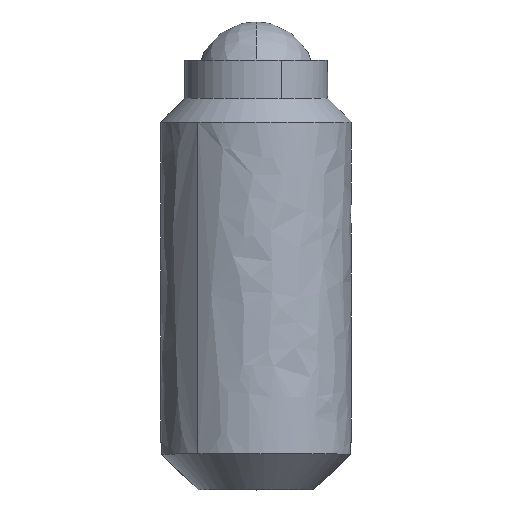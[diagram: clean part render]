
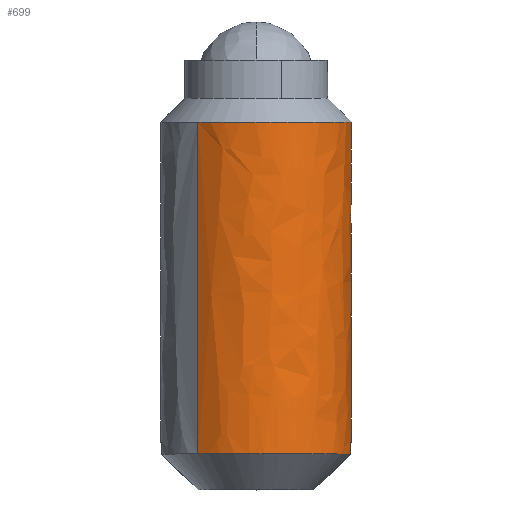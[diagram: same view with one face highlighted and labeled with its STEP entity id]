
A CAD part, top view. The second image highlights one B-rep face of the part: STEP entity #699.
In plain terms, the highlighted free-form (B-spline) face has degree [2, 1] with [7, 2] control points.
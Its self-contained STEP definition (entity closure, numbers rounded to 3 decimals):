
#471=CARTESIAN_POINT('',(-1.218,-2.1,1.587));
#472=VERTEX_POINT('',#471);
#486=CARTESIAN_POINT('',(0.0,-2.1,2.));
#487=VERTEX_POINT('',#486);
#488=CARTESIAN_POINT('',(0.0,-2.1,2.));
#489=CARTESIAN_POINT('',(-0.679,-2.1,2.));
#490=CARTESIAN_POINT('',(-1.218,-2.1,1.587));
#498=(BOUNDED_CURVE()B_SPLINE_CURVE(2,(#488,#489,#490),.UNSPECIFIED.,.F.,.U.)B_SPLINE_CURVE_WITH_KNOTS((3,3),(0.5,0.605),.UNSPECIFIED.)CURVE()GEOMETRIC_REPRESENTATION_ITEM()RATIONAL_B_SPLINE_CURVE((1.0,0.877,0.857))REPRESENTATION_ITEM(''));
#499=EDGE_CURVE('',#487,#472,#498,.T.);
#501=CARTESIAN_POINT('',(1.986,-2.1,-0.236));
#502=VERTEX_POINT('',#501);
#503=CARTESIAN_POINT('',(1.986,-2.1,-0.236));
#504=CARTESIAN_POINT('',(2.,-2.1,-0.118));
#505=CARTESIAN_POINT('',(2.0,-2.1,0.));
#506=CARTESIAN_POINT('',(2.,-2.1,2.));
#507=CARTESIAN_POINT('',(0.0,-2.1,2.));
#515=(BOUNDED_CURVE()B_SPLINE_CURVE(2,(#503,#504,#505,#506,#507),.UNSPECIFIED.,.F.,.U.)B_SPLINE_CURVE_WITH_KNOTS((3,2,3),(0.23,0.25,0.5),.UNSPECIFIED.)CURVE()GEOMETRIC_REPRESENTATION_ITEM()RATIONAL_B_SPLINE_CURVE((0.956,0.976,1.0,0.707,1.0))REPRESENTATION_ITEM(''));
#516=EDGE_CURVE('',#502,#487,#515,.T.);
#546=CARTESIAN_POINT('',(0.0,-2.1,-2.));
#547=VERTEX_POINT('',#546);
#548=CARTESIAN_POINT('',(0.0,-2.1,-2.));
#549=CARTESIAN_POINT('',(1.776,-2.1,-2.));
#550=CARTESIAN_POINT('',(1.986,-2.1,-0.236));
#558=(BOUNDED_CURVE()B_SPLINE_CURVE(2,(#548,#549,#550),.UNSPECIFIED.,.F.,.U.)B_SPLINE_CURVE_WITH_KNOTS((3,3),(0.0,0.23),.UNSPECIFIED.)CURVE()GEOMETRIC_REPRESENTATION_ITEM()RATIONAL_B_SPLINE_CURVE((1.0,0.731,0.956))REPRESENTATION_ITEM(''));
#559=EDGE_CURVE('',#547,#502,#558,.T.);
#561=CARTESIAN_POINT('',(-1.514,-2.1,-1.306));
#562=VERTEX_POINT('',#561);
#563=CARTESIAN_POINT('',(-1.514,-2.1,-1.306));
#564=CARTESIAN_POINT('',(-0.916,-2.1,-2.));
#565=CARTESIAN_POINT('',(0.0,-2.1,-2.));
#573=(BOUNDED_CURVE()B_SPLINE_CURVE(2,(#563,#564,#565),.UNSPECIFIED.,.F.,.U.)B_SPLINE_CURVE_WITH_KNOTS((3,3),(0.864,1.0),.UNSPECIFIED.)CURVE()GEOMETRIC_REPRESENTATION_ITEM()RATIONAL_B_SPLINE_CURVE((0.855,0.841,1.0))REPRESENTATION_ITEM(''));
#574=EDGE_CURVE('',#562,#547,#573,.T.);
#596=CARTESIAN_POINT('',(-1.514,-1.926,-1.306));
#597=CARTESIAN_POINT('',(-0.281,-1.926,-2.736));
#598=CARTESIAN_POINT('',(1.218,-1.926,-1.587));
#599=CARTESIAN_POINT('',(2.804,-1.926,-0.369));
#600=CARTESIAN_POINT('',(1.587,-1.926,1.218));
#601=CARTESIAN_POINT('',(0.369,-1.926,2.804));
#602=CARTESIAN_POINT('',(-1.218,-1.926,1.587));
#603=CARTESIAN_POINT('',(-1.514,-9.228,-1.306));
#604=CARTESIAN_POINT('',(-0.281,-9.228,-2.736));
#605=CARTESIAN_POINT('',(1.218,-9.228,-1.587));
#606=CARTESIAN_POINT('',(2.804,-9.228,-0.369));
#607=CARTESIAN_POINT('',(1.587,-9.228,1.218));
#608=CARTESIAN_POINT('',(0.369,-9.228,2.804));
#609=CARTESIAN_POINT('',(-1.218,-9.228,1.587));
#617=(BOUNDED_SURFACE()B_SPLINE_SURFACE(2,1,((#596,#603),(#597,#604),(#598,#605),(#599,#606),(#600,#607),(#601,#608),(#602,#609)),.UNSPECIFIED.,.F.,.F.,.U.)B_SPLINE_SURFACE_WITH_KNOTS((3,2,2,3),(2,2),(0.0,3.181,6.495,9.809),(0.0,7.302),.UNSPECIFIED.)GEOMETRIC_REPRESENTATION_ITEM()RATIONAL_B_SPLINE_SURFACE(((0.978,0.978),(0.719,0.719),(1.0,1.0),(0.707,0.707),(1.0,1.0),(0.707,0.707),(1.0,1.0)))REPRESENTATION_ITEM('')SURFACE());
#618=ORIENTED_EDGE('',*,*,#574,.T.);
#619=ORIENTED_EDGE('',*,*,#559,.T.);
#620=ORIENTED_EDGE('',*,*,#516,.T.);
#621=ORIENTED_EDGE('',*,*,#499,.T.);
#622=CARTESIAN_POINT('',(-1.218,-9.05,1.587));
#623=VERTEX_POINT('',#622);
#624=CARTESIAN_POINT('',(-1.218,-2.1,1.587));
#625=CARTESIAN_POINT('',(-1.218,-9.05,1.587));
#626=QUASI_UNIFORM_CURVE('',1,(#624,#625),.UNSPECIFIED.,.F.,.U.);
#627=EDGE_CURVE('',#472,#623,#626,.T.);
#628=ORIENTED_EDGE('',*,*,#627,.T.);
#629=CARTESIAN_POINT('',(1.977,-9.05,0.3));
#630=VERTEX_POINT('',#629);
#631=CARTESIAN_POINT('',(1.977,-9.05,0.3));
#632=CARTESIAN_POINT('',(1.719,-9.05,2.));
#633=CARTESIAN_POINT('',(0.,-9.05,2.));
#634=CARTESIAN_POINT('',(-0.679,-9.05,2.));
#635=CARTESIAN_POINT('',(-1.218,-9.05,1.587));
#643=(BOUNDED_CURVE()B_SPLINE_CURVE(2,(#631,#632,#633,#634,#635),.UNSPECIFIED.,.F.,.U.)B_SPLINE_CURVE_WITH_KNOTS((3,2,3),(0.0,0.5,0.731),.UNSPECIFIED.)CURVE()GEOMETRIC_REPRESENTATION_ITEM()RATIONAL_B_SPLINE_CURVE((1.0,0.758,1.0,0.888,0.88))REPRESENTATION_ITEM(''));
#644=EDGE_CURVE('',#630,#623,#643,.T.);
#645=ORIENTED_EDGE('',*,*,#644,.F.);
#646=CARTESIAN_POINT('',(1.977,-8.8,0.3));
#647=VERTEX_POINT('',#646);
#648=CARTESIAN_POINT('',(1.977,-8.8,0.3));
#649=CARTESIAN_POINT('',(1.977,-9.05,0.3));
#650=QUASI_UNIFORM_CURVE('',1,(#648,#649),.UNSPECIFIED.,.F.,.U.);
#651=EDGE_CURVE('',#647,#630,#650,.T.);
#652=ORIENTED_EDGE('',*,*,#651,.F.);
#653=CARTESIAN_POINT('',(1.977,-8.8,-0.3));
#654=VERTEX_POINT('',#653);
#655=CARTESIAN_POINT('',(1.977,-8.8,-0.3));
#656=CARTESIAN_POINT('',(2.023,-8.8,0.));
#657=CARTESIAN_POINT('',(1.977,-8.8,0.3));
#665=(BOUNDED_CURVE()B_SPLINE_CURVE(2,(#655,#656,#657),.UNSPECIFIED.,.F.,.U.)CURVE()GEOMETRIC_REPRESENTATION_ITEM()QUASI_UNIFORM_CURVE()RATIONAL_B_SPLINE_CURVE((1.0,0.989,1.0))REPRESENTATION_ITEM(''));
#666=EDGE_CURVE('',#654,#647,#665,.T.);
#667=ORIENTED_EDGE('',*,*,#666,.F.);
#668=CARTESIAN_POINT('',(1.977,-9.05,-0.3));
#669=VERTEX_POINT('',#668);
#670=CARTESIAN_POINT('',(1.977,-8.8,-0.3));
#671=CARTESIAN_POINT('',(1.977,-9.05,-0.3));
#672=QUASI_UNIFORM_CURVE('',1,(#670,#671),.UNSPECIFIED.,.F.,.U.);
#673=EDGE_CURVE('',#654,#669,#672,.T.);
#674=ORIENTED_EDGE('',*,*,#673,.T.);
#675=CARTESIAN_POINT('',(-1.514,-9.05,-1.306));
#676=VERTEX_POINT('',#675);
#677=CARTESIAN_POINT('',(-1.514,-9.05,-1.306));
#678=CARTESIAN_POINT('',(-0.916,-9.05,-2.));
#679=CARTESIAN_POINT('',(0.0,-9.05,-2.));
#680=CARTESIAN_POINT('',(1.719,-9.05,-2.));
#681=CARTESIAN_POINT('',(1.977,-9.05,-0.3));
#689=(BOUNDED_CURVE()B_SPLINE_CURVE(2,(#677,#678,#679,#680,#681),.UNSPECIFIED.,.F.,.U.)B_SPLINE_CURVE_WITH_KNOTS((3,2,3),(0.2,0.5,1.0),.UNSPECIFIED.)CURVE()GEOMETRIC_REPRESENTATION_ITEM()RATIONAL_B_SPLINE_CURVE((0.884,0.855,1.0,0.758,1.0))REPRESENTATION_ITEM(''));
#690=EDGE_CURVE('',#676,#669,#689,.T.);
#691=ORIENTED_EDGE('',*,*,#690,.F.);
#692=CARTESIAN_POINT('',(-1.514,-2.1,-1.306));
#693=CARTESIAN_POINT('',(-1.514,-9.05,-1.306));
#694=QUASI_UNIFORM_CURVE('',1,(#692,#693),.UNSPECIFIED.,.F.,.U.);
#695=EDGE_CURVE('',#562,#676,#694,.T.);
#696=ORIENTED_EDGE('',*,*,#695,.F.);
#697=EDGE_LOOP('',(#618,#619,#620,#621,#628,#645,#652,#667,#674,#691,#696));
#698=FACE_OUTER_BOUND('',#697,.T.);
#699=ADVANCED_FACE('',(#698),#617,.T.);
